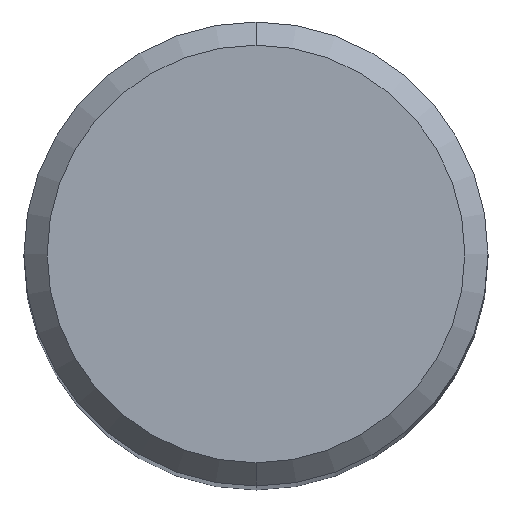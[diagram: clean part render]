
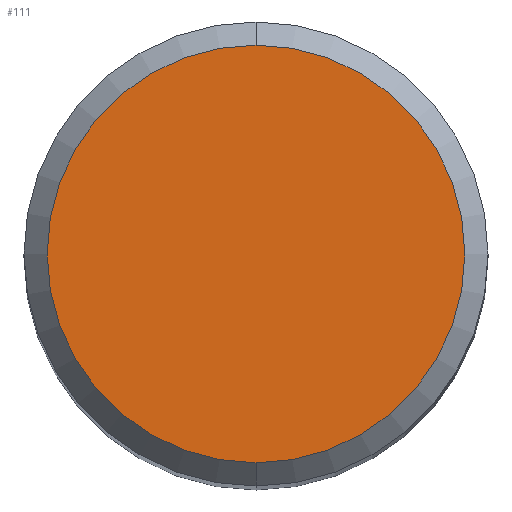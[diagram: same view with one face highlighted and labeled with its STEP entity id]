
A CAD part, top view. The second image highlights one B-rep face of the part: STEP entity #111.
In plain terms, the highlighted planar face has unit normal (0, 0, 1).
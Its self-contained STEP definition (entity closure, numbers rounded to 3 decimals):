
#111=ADVANCED_FACE('',(#262),#263,.T.);
#119=EDGE_CURVE('',#179,#161,#271,.T.);
#131=EDGE_CURVE('',#161,#179,#286,.T.);
#161=VERTEX_POINT('',#322);
#179=VERTEX_POINT('',#340);
#262=FACE_OUTER_BOUND('',#427,.T.);
#263=PLANE('',#428);
#271=CIRCLE('',#441,3.6);
#286=CIRCLE('',#457,3.6);
#322=CARTESIAN_POINT('',(0.,-3.6,0.0));
#340=CARTESIAN_POINT('',(0.0,3.6,0.0));
#427=EDGE_LOOP('',(#612,#613));
#428=AXIS2_PLACEMENT_3D('',#614,#615,#616);
#441=AXIS2_PLACEMENT_3D('',#624,#625,#626);
#457=AXIS2_PLACEMENT_3D('',#651,#652,#653);
#612=ORIENTED_EDGE('',*,*,#119,.F.);
#613=ORIENTED_EDGE('',*,*,#131,.F.);
#614=CARTESIAN_POINT('',(0.0,1.8,0.0));
#615=DIRECTION('',(-0.0,0.0,1.0));
#616=DIRECTION('',(0.0,-1.0,0.0));
#624=CARTESIAN_POINT('',(0.0,0.0,0.0));
#625=DIRECTION('',(0.0,0.0,-1.0));
#626=DIRECTION('',(0.0,1.0,0.0));
#651=CARTESIAN_POINT('',(0.0,0.0,0.0));
#652=DIRECTION('',(0.0,0.0,-1.0));
#653=DIRECTION('',(0.0,1.0,0.0));
